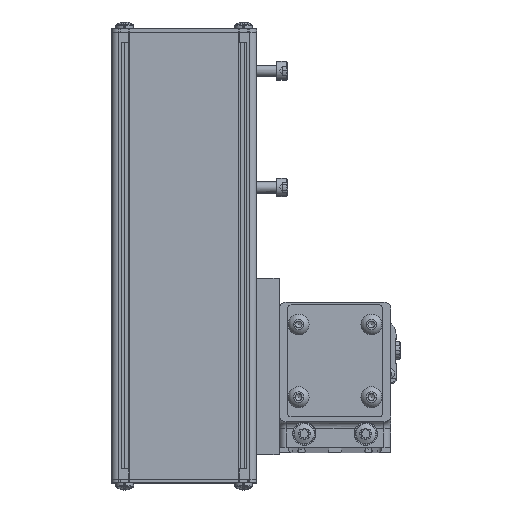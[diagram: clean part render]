
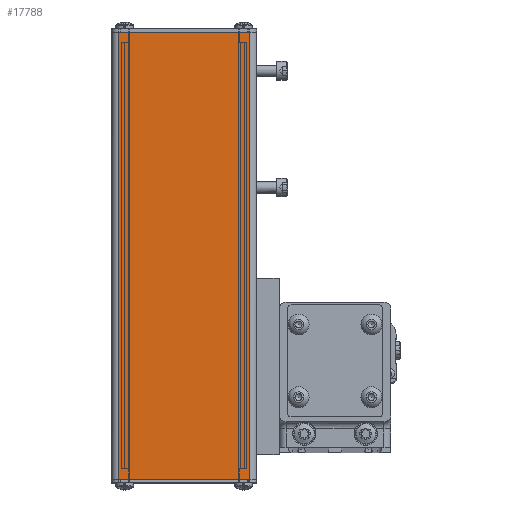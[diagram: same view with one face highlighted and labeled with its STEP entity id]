
A CAD part, top view. The second image highlights one B-rep face of the part: STEP entity #17788.
In plain terms, the highlighted planar face has unit normal (0, 0, 1).
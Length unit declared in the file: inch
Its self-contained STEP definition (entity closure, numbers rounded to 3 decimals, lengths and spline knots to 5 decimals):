
#677 = VERTEX_POINT ( 'NONE', #7106 ) ;
#4810 = DIRECTION ( 'NONE',  ( 0., -1., 0. ) ) ;
#4999 = EDGE_LOOP ( 'NONE', ( #39050, #59072, #22624, #8743 ) ) ;
#7106 = CARTESIAN_POINT ( 'NONE',  ( -1.525, -2.021, 2.5 ) ) ;
#8743 = ORIENTED_EDGE ( 'NONE', *, *, #42105, .T. ) ;
#12739 = VECTOR ( 'NONE', #50939, 39.37008 ) ;
#12775 = VECTOR ( 'NONE', #43490, 39.37008 ) ;
#12962 = CARTESIAN_POINT ( 'NONE',  ( -3.86875, -162.0284, 2.5 ) ) ;
#13898 = EDGE_CURVE ( 'NONE', #45126, #677, #62944, .T. ) ;
#17788 = ADVANCED_FACE ( 'NONE', ( #57670 ), #52883, .F. ) ;
#17815 = CARTESIAN_POINT ( 'NONE',  ( -1.525, -162.0284, 2.5 ) ) ;
#19558 = VERTEX_POINT ( 'NONE', #31632 ) ;
#20499 = VECTOR ( 'NONE', #41876, 39.37008 ) ;
#22624 = ORIENTED_EDGE ( 'NONE', *, *, #57529, .T. ) ;
#23890 = CARTESIAN_POINT ( 'NONE',  ( -1.4, -162.0284, 2.5 ) ) ;
#24195 = VERTEX_POINT ( 'NONE', #60630 ) ;
#31632 = CARTESIAN_POINT ( 'NONE',  ( -1.525, 5.9716, 2.5 ) ) ;
#33274 = LINE ( 'NONE', #56205, #20499 ) ;
#39050 = ORIENTED_EDGE ( 'NONE', *, *, #43541, .T. ) ;
#41876 = DIRECTION ( 'NONE',  ( -1., 0., 0. ) ) ;
#42105 = EDGE_CURVE ( 'NONE', #19558, #24195, #33274, .T. ) ;
#43490 = DIRECTION ( 'NONE',  ( 1., 0., 0. ) ) ;
#43541 = EDGE_CURVE ( 'NONE', #24195, #45126, #56598, .T. ) ;
#45126 = VERTEX_POINT ( 'NONE', #53416 ) ;
#48791 = AXIS2_PLACEMENT_3D ( 'NONE', #23890, #62772, #4810 ) ;
#50939 = DIRECTION ( 'NONE',  ( 0., 1., 0. ) ) ;
#52883 = PLANE ( 'NONE',  #48791 ) ;
#53043 = CARTESIAN_POINT ( 'NONE',  ( -3.86875, -2.021, 2.5 ) ) ;
#53416 = CARTESIAN_POINT ( 'NONE',  ( -3.86875, -2.021, 2.5 ) ) ;
#56205 = CARTESIAN_POINT ( 'NONE',  ( -1.4, 5.9716, 2.5 ) ) ;
#56598 = LINE ( 'NONE', #12962, #60325 ) ;
#57223 = DIRECTION ( 'NONE',  ( 0., -1., 0. ) ) ;
#57529 = EDGE_CURVE ( 'NONE', #677, #19558, #61461, .T. ) ;
#57670 = FACE_OUTER_BOUND ( 'NONE', #4999, .T. ) ;
#59072 = ORIENTED_EDGE ( 'NONE', *, *, #13898, .T. ) ;
#60325 = VECTOR ( 'NONE', #57223, 39.37008 ) ;
#60630 = CARTESIAN_POINT ( 'NONE',  ( -3.86875, 5.9716, 2.5 ) ) ;
#61461 = LINE ( 'NONE', #17815, #12739 ) ;
#62772 = DIRECTION ( 'NONE',  ( 0., 0., -1. ) ) ;
#62944 = LINE ( 'NONE', #53043, #12775 ) ;
